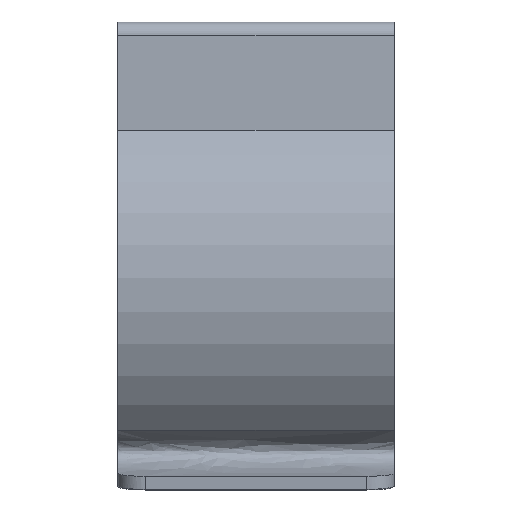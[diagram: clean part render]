
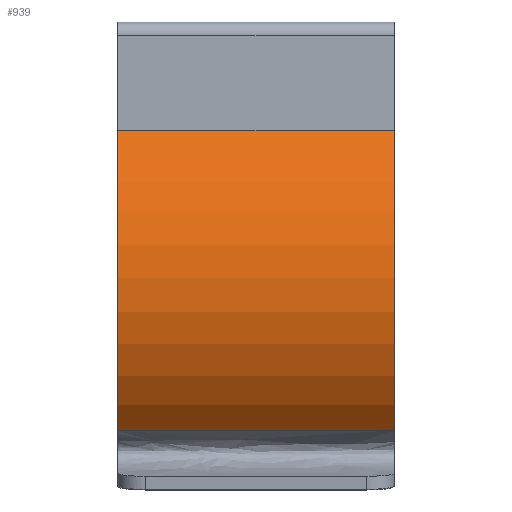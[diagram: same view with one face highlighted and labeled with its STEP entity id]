
A CAD part, top view. The second image highlights one B-rep face of the part: STEP entity #939.
In plain terms, the highlighted cylindrical face has radius 15 mm (diameter 30 mm), a partial arc.
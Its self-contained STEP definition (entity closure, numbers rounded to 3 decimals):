
#200=CARTESIAN_POINT('',(0.0,4.502,10.714));
#201=VERTEX_POINT('',#200);
#209=CARTESIAN_POINT('',(0.0,26.18,10.));
#210=VERTEX_POINT('',#209);
#211=CARTESIAN_POINT('',(0.0,15.0,0.0));
#212=DIRECTION('',(-1.0,0.0,0.0));
#213=DIRECTION('',(0.0,-0.745,-0.667));
#214=AXIS2_PLACEMENT_3D('',#211,#212,#213);
#215=CIRCLE('',#214,15.);
#216=EDGE_CURVE('',#201,#210,#215,.T.);
#431=CARTESIAN_POINT('',(20.0,26.18,10.));
#432=VERTEX_POINT('',#431);
#439=CARTESIAN_POINT('',(20.0,4.502,10.714));
#440=VERTEX_POINT('',#439);
#441=CARTESIAN_POINT('',(20.0,15.0,0.0));
#442=DIRECTION('',(1.0,0.0,0.0));
#443=DIRECTION('',(0.0,-0.745,-0.667));
#444=AXIS2_PLACEMENT_3D('',#441,#442,#443);
#445=CIRCLE('',#444,15.);
#446=EDGE_CURVE('',#432,#440,#445,.T.);
#913=CARTESIAN_POINT('',(0.0,4.502,10.714));
#914=DIRECTION('',(1.0,0.0,0.0));
#915=VECTOR('',#914,20.0);
#916=LINE('',#913,#915);
#917=EDGE_CURVE('',#201,#440,#916,.T.);
#923=CARTESIAN_POINT('',(0.0,15.0,0.0));
#924=DIRECTION('',(1.0,0.0,0.0));
#925=DIRECTION('',(0.0,-0.745,-0.667));
#926=AXIS2_PLACEMENT_3D('',#923,#924,#925);
#927=CYLINDRICAL_SURFACE('',#926,15.);
#928=ORIENTED_EDGE('',*,*,#216,.F.);
#929=ORIENTED_EDGE('',*,*,#917,.T.);
#930=ORIENTED_EDGE('',*,*,#446,.F.);
#931=CARTESIAN_POINT('',(0.0,26.18,10.));
#932=DIRECTION('',(1.0,0.0,0.0));
#933=VECTOR('',#932,20.0);
#934=LINE('',#931,#933);
#935=EDGE_CURVE('',#210,#432,#934,.T.);
#936=ORIENTED_EDGE('',*,*,#935,.F.);
#937=EDGE_LOOP('',(#928,#929,#930,#936));
#938=FACE_OUTER_BOUND('',#937,.T.);
#939=ADVANCED_FACE('',(#938),#927,.T.);
